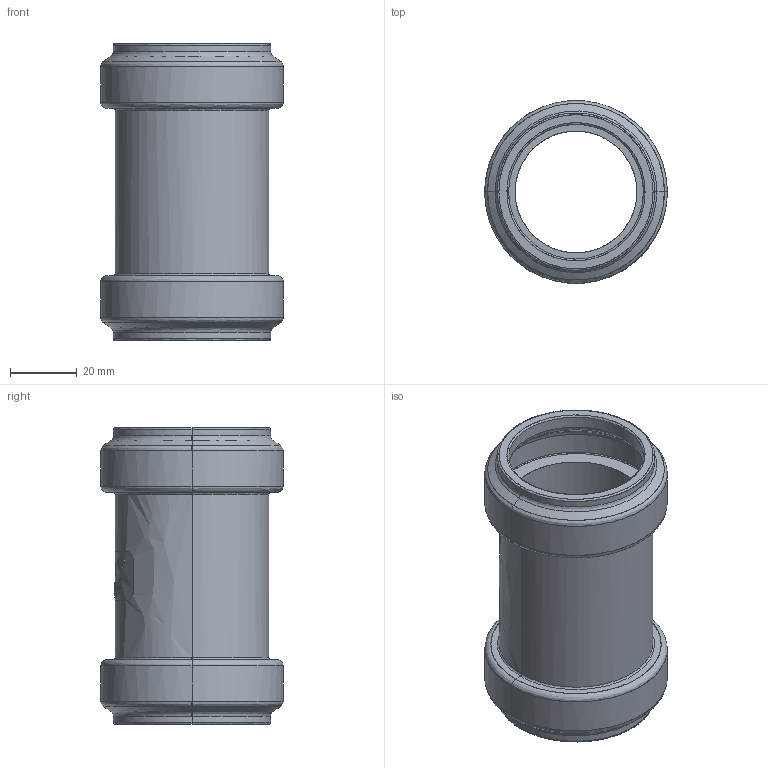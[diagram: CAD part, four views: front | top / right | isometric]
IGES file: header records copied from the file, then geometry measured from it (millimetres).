
Start section: SolidWorks IGES file using NURBS representation for surfaces
Global section: file name: 01 05 1005 040.IGS; native system: SolidWorks 2017; preprocessor: SolidWorks 2017; author: Rui Gomes; date: 170707.164858; units: millimetre
Bounding box: 54.7 x 54.58 x 89 mm (x, y, z)
Surface area: 30317.4 mm2 (no closed solid volume)
Topology: 0 solids, 0 shells, 234 faces, 3145 edges, 3145 vertices
Faces by surface type: bspline 234
